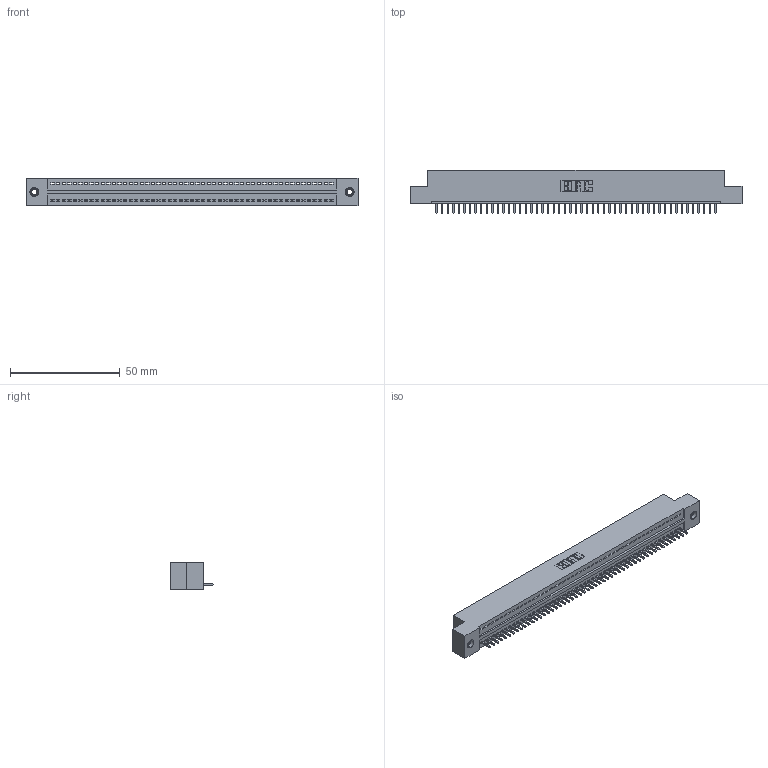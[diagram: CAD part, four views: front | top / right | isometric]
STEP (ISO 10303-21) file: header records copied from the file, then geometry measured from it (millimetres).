
FILE_DESCRIPTION (( 'STEP AP203' ), '1' );
FILE_NAME ('325-051-520-107.STEP', '2020-02-25T00:08:38', ( '' ), ( '' ), 'SwSTEP 2.0', 'SolidWorks 2016', '' );
FILE_SCHEMA (( 'CONFIG_CONTROL_DESIGN' ));
Length unit declared in the file: inch
Products named in the file (4): 345-250-001_345-250-005-103; 325-292-001_325-293-120; 325 Part_TI; 325-051-520-107
Assembly tree (54 placements, depth 2):
  325-051-520-107
    325 Part_TI
    325-292-001_325-293-120  x51
    345-250-001_345-250-005-103  x2
Bounding box: 151.26 x 19.68 x 12.45 mm (x, y, z)
Volume: 19127.5 mm3; surface area: 20540.5 mm2
Topology: 54 solids, 54 shells, 3132 faces, 9423 edges, 6206 vertices
Faces by surface type: plane 2244, cylinder 872, cone 12, torus 4
Entity records: 31218 total; most frequent: CARTESIAN_POINT 5366, ORIENTED_EDGE 5346, DIRECTION 4541, EDGE_CURVE 2673, VECTOR 2525, LINE 2525, VERTEX_POINT 1776, AXIS2_PLACEMENT_3D 1008
